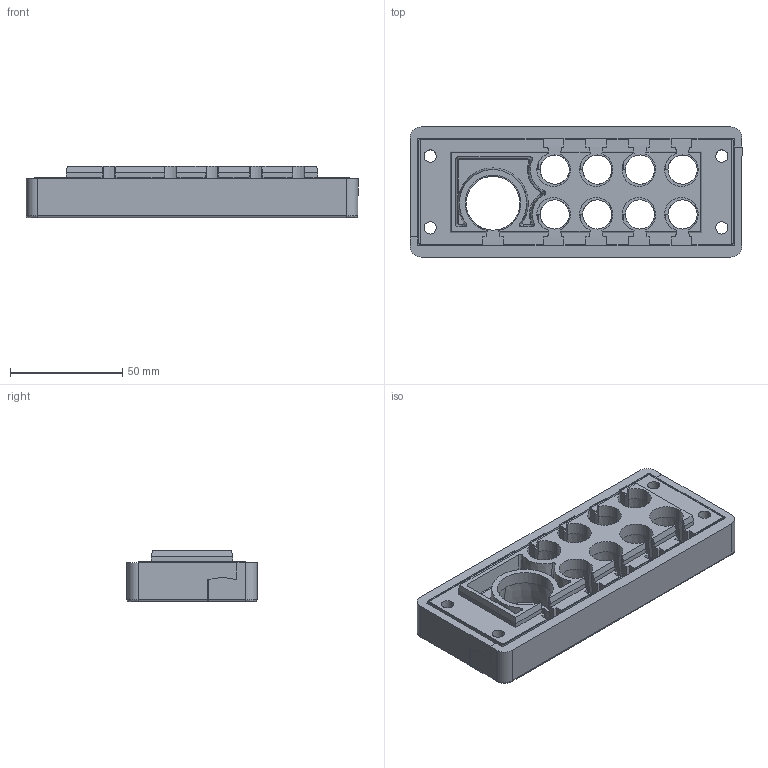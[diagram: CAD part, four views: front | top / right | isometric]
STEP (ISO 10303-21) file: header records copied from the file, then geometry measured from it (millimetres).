
FILE_DESCRIPTION (( 'STEP AP203' ), '1' );
FILE_NAME ('568327.step', '2019-11-21T17:26:16', ( '' ), ( '' ), 'SwSTEP 2.0', 'SolidWorks 2019', '' );
FILE_SCHEMA (( 'CONFIG_CONTROL_DESIGN' ));
Length unit declared in the file: inch
Products named in the file (1): 568327
Bounding box: 148 x 58 x 23 mm (x, y, z)
Volume: 112314.4 mm3; surface area: 60530.3 mm2
Topology: 4 solids, 4 shells, 1597 faces, 4333 edges, 2864 vertices
Faces by surface type: plane 939, bspline 306, cylinder 274, cone 78
Entity records: 55136 total; most frequent: CARTESIAN_POINT 16834, ORIENTED_EDGE 8666, DIRECTION 6670, EDGE_CURVE 4333, VERTEX_POINT 2864, LINE 2850, VECTOR 2850, AXIS2_PLACEMENT_3D 1910
